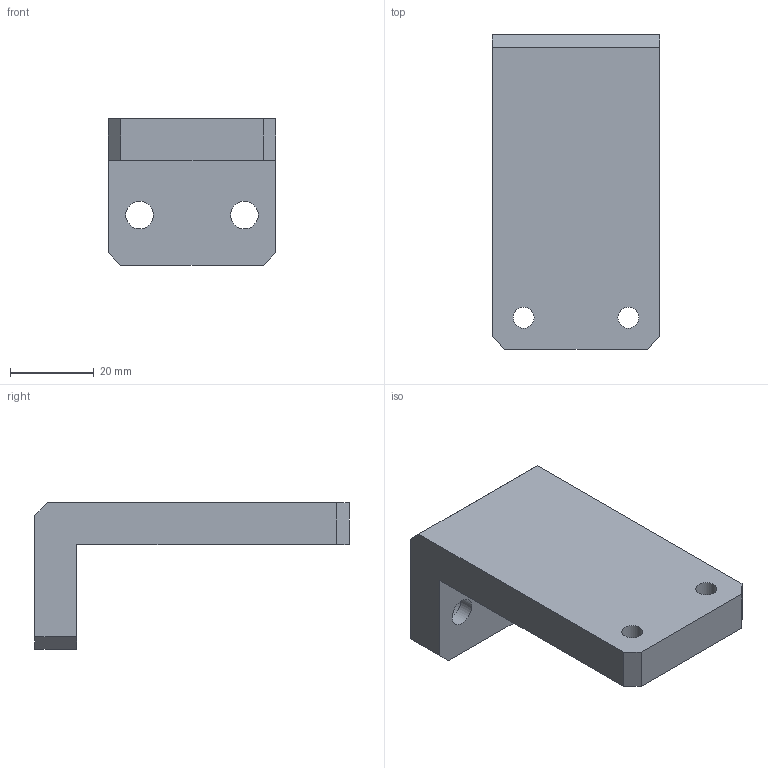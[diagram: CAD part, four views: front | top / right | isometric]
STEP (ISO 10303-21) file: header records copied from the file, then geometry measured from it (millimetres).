
FILE_DESCRIPTION (( 'STEP AP214' ), '1' );
FILE_NAME ('square_target.STEP', '2021-04-15T18:49:52', ( '' ), ( '' ), 'SwSTEP 2.0', 'SolidWorks 2020', '' );
FILE_SCHEMA (( 'AUTOMOTIVE_DESIGN' ));
Length unit declared in the file: millimetre
Products named in the file (1): square_target
Bounding box: 40 x 75 x 35 mm (x, y, z)
Volume: 37784.6 mm3; surface area: 11304.8 mm2
Topology: 1 solids, 1 shells, 21 faces, 51 edges, 34 vertices
Faces by surface type: plane 15, cylinder 6
Full cylindrical faces by diameter (mm): 5 x2, 6.6 x2, 11 x2
Entity records: 659 total; most frequent: DIRECTION 101, CARTESIAN_POINT 101, ORIENTED_EDGE 90, EDGE_CURVE 45, EDGE_LOOP 37, AXIS2_PLACEMENT_3D 34, VERTEX_POINT 34, VECTOR 33
